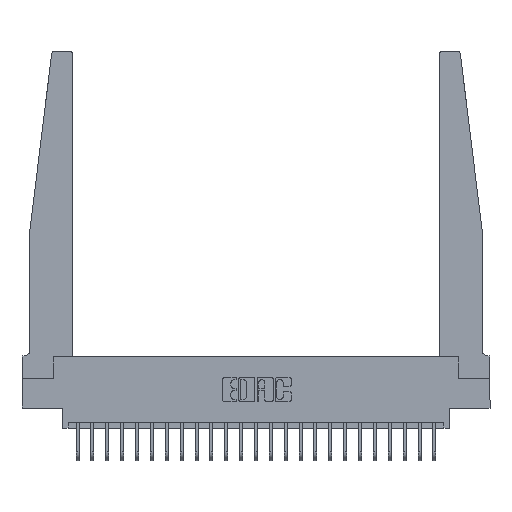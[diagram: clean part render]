
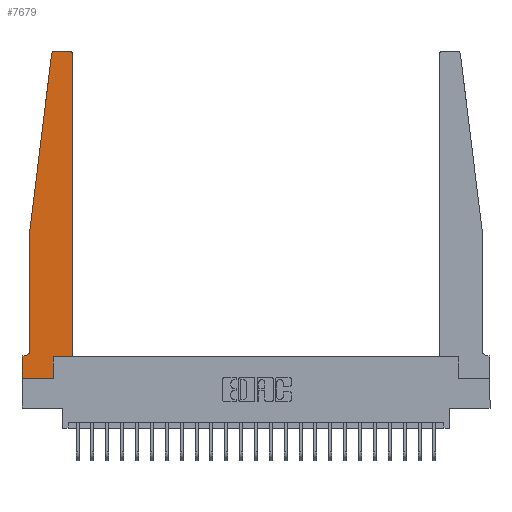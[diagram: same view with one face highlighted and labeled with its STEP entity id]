
A CAD part, top view. The second image highlights one B-rep face of the part: STEP entity #7679.
In plain terms, the highlighted planar face has unit normal (0, 0, 1).
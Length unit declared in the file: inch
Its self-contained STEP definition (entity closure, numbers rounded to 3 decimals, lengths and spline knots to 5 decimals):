
#37 = EDGE_LOOP ( 'NONE', ( #13064, #19255, #1750, #13304, #15144, #13004, #12455, #10160, #24358, #19574, #2501, #22553 ) ) ;
#108 = VERTEX_POINT ( 'NONE', #20634 ) ;
#118 = LINE ( 'NONE', #8786, #11723 ) ;
#478 = CARTESIAN_POINT ( 'NONE',  ( 0.425, 0.18, 0.37 ) ) ;
#541 = DIRECTION ( 'NONE',  ( 0., 0., 1. ) ) ;
#559 = LINE ( 'NONE', #5909, #14013 ) ;
#587 = EDGE_CURVE ( 'NONE', #7444, #19385, #13828, .T. ) ;
#1098 = DIRECTION ( 'NONE',  ( 1., 0., 0. ) ) ;
#1403 = VERTEX_POINT ( 'NONE', #21207 ) ;
#1575 = VECTOR ( 'NONE', #19710, 39.37008 ) ;
#1750 = ORIENTED_EDGE ( 'NONE', *, *, #24009, .T. ) ;
#2141 = VECTOR ( 'NONE', #23727, 39.37008 ) ;
#2318 = LINE ( 'NONE', #4472, #18822 ) ;
#2428 = EDGE_CURVE ( 'NONE', #1403, #2948, #9747, .T. ) ;
#2501 = ORIENTED_EDGE ( 'NONE', *, *, #3495, .T. ) ;
#2535 = VECTOR ( 'NONE', #23111, 39.37008 ) ;
#2948 = VERTEX_POINT ( 'NONE', #9939 ) ;
#3158 = EDGE_CURVE ( 'NONE', #5330, #14605, #3385, .T. ) ;
#3309 = DIRECTION ( 'NONE',  ( -1., 0., 0. ) ) ;
#3385 = LINE ( 'NONE', #17774, #1575 ) ;
#3482 = AXIS2_PLACEMENT_3D ( 'NONE', #20299, #22296, #8685 ) ;
#3495 = EDGE_CURVE ( 'NONE', #19385, #15635, #17461, .T. ) ;
#3871 = VECTOR ( 'NONE', #7074, 39.37008 ) ;
#4472 = CARTESIAN_POINT ( 'NONE',  ( 0.2605, 0.18, 0.37 ) ) ;
#4551 = DIRECTION ( 'NONE',  ( -0.122, -0.992, 0. ) ) ;
#4947 = CARTESIAN_POINT ( 'NONE',  ( 0.425, 2.72, 0.37 ) ) ;
#4965 = LINE ( 'NONE', #18171, #10167 ) ;
#5005 = FACE_OUTER_BOUND ( 'NONE', #37, .T. ) ;
#5330 = VERTEX_POINT ( 'NONE', #23981 ) ;
#5747 = CARTESIAN_POINT ( 'NONE',  ( 0.395, 2.75, 0.37 ) ) ;
#5822 = DIRECTION ( 'NONE',  ( 0., -1., 0. ) ) ;
#5909 = CARTESIAN_POINT ( 'NONE',  ( 0., 0., 0.37 ) ) ;
#6796 = PLANE ( 'NONE',  #18334 ) ;
#7074 = DIRECTION ( 'NONE',  ( -1., 0., 0. ) ) ;
#7444 = VERTEX_POINT ( 'NONE', #10250 ) ;
#7679 = ADVANCED_FACE ( 'NONE', ( #5005 ), #6796, .T. ) ;
#8685 = DIRECTION ( 'NONE',  ( -1., 0., 0. ) ) ;
#8786 = CARTESIAN_POINT ( 'NONE',  ( 0.25, 2.75, 0.37 ) ) ;
#9001 = CARTESIAN_POINT ( 'NONE',  ( 0.24675, 2.72367, 0.37 ) ) ;
#9336 = EDGE_CURVE ( 'NONE', #15635, #16048, #20644, .T. ) ;
#9344 = CARTESIAN_POINT ( 'NONE',  ( 0.065, 1.25, 0.37 ) ) ;
#9747 = CIRCLE ( 'NONE', #3482, 0.05 ) ;
#9939 = CARTESIAN_POINT ( 'NONE',  ( 0.015, 0.1875, 0.37 ) ) ;
#10160 = ORIENTED_EDGE ( 'NONE', *, *, #3158, .T. ) ;
#10167 = VECTOR ( 'NONE', #4551, 39.37008 ) ;
#10250 = CARTESIAN_POINT ( 'NONE',  ( 0.2605, 0.18, 0.37 ) ) ;
#10617 = EDGE_CURVE ( 'NONE', #2948, #17562, #14596, .T. ) ;
#11339 = VERTEX_POINT ( 'NONE', #23481 ) ;
#11432 = EDGE_CURVE ( 'NONE', #14605, #7444, #2318, .T. ) ;
#11723 = VECTOR ( 'NONE', #3309, 39.37008 ) ;
#11937 = CARTESIAN_POINT ( 'NONE',  ( 0.425, 0.18, 0.37 ) ) ;
#12455 = ORIENTED_EDGE ( 'NONE', *, *, #22654, .T. ) ;
#13004 = ORIENTED_EDGE ( 'NONE', *, *, #10617, .T. ) ;
#13064 = ORIENTED_EDGE ( 'NONE', *, *, #18478, .T. ) ;
#13304 = ORIENTED_EDGE ( 'NONE', *, *, #24432, .T. ) ;
#13828 = LINE ( 'NONE', #478, #14787 ) ;
#14013 = VECTOR ( 'NONE', #5822, 39.37008 ) ;
#14039 = CARTESIAN_POINT ( 'NONE',  ( 0.27653, 2.72, 0.37 ) ) ;
#14146 = DIRECTION ( 'NONE',  ( 1., 0., 0. ) ) ;
#14269 = DIRECTION ( 'NONE',  ( 1., 0., 0. ) ) ;
#14596 = LINE ( 'NONE', #24602, #3871 ) ;
#14605 = VERTEX_POINT ( 'NONE', #19971 ) ;
#14787 = VECTOR ( 'NONE', #14146, 39.37008 ) ;
#15144 = ORIENTED_EDGE ( 'NONE', *, *, #2428, .T. ) ;
#15300 = AXIS2_PLACEMENT_3D ( 'NONE', #19970, #23907, #14269 ) ;
#15319 = VERTEX_POINT ( 'NONE', #9001 ) ;
#15635 = VERTEX_POINT ( 'NONE', #4947 ) ;
#16048 = VERTEX_POINT ( 'NONE', #5747 ) ;
#16685 = CARTESIAN_POINT ( 'NONE',  ( 0., 0.1875, 0.37 ) ) ;
#17461 = LINE ( 'NONE', #11937, #2141 ) ;
#17562 = VERTEX_POINT ( 'NONE', #23151 ) ;
#17774 = CARTESIAN_POINT ( 'NONE',  ( 0., 0., 0.37 ) ) ;
#18171 = CARTESIAN_POINT ( 'NONE',  ( 0.065, 1.25, 0.37 ) ) ;
#18334 = AXIS2_PLACEMENT_3D ( 'NONE', #16685, #22549, #1098 ) ;
#18478 = EDGE_CURVE ( 'NONE', #16048, #108, #118, .T. ) ;
#18822 = VECTOR ( 'NONE', #24139, 39.37008 ) ;
#19255 = ORIENTED_EDGE ( 'NONE', *, *, #22830, .T. ) ;
#19289 = CARTESIAN_POINT ( 'NONE',  ( 0.425, 0.18, 0.37 ) ) ;
#19385 = VERTEX_POINT ( 'NONE', #19289 ) ;
#19574 = ORIENTED_EDGE ( 'NONE', *, *, #587, .T. ) ;
#19635 = LINE ( 'NONE', #9344, #2535 ) ;
#19710 = DIRECTION ( 'NONE',  ( 1., 0., 0. ) ) ;
#19970 = CARTESIAN_POINT ( 'NONE',  ( 0.395, 2.72, 0.37 ) ) ;
#19971 = CARTESIAN_POINT ( 'NONE',  ( 0.2605, 0., 0.37 ) ) ;
#20299 = CARTESIAN_POINT ( 'NONE',  ( 0.015, 0.2375, 0.37 ) ) ;
#20634 = CARTESIAN_POINT ( 'NONE',  ( 0.27653, 2.75, 0.37 ) ) ;
#20644 = CIRCLE ( 'NONE', #15300, 0.03 ) ;
#20696 = AXIS2_PLACEMENT_3D ( 'NONE', #14039, #541, #23774 ) ;
#21207 = CARTESIAN_POINT ( 'NONE',  ( 0.065, 0.2375, 0.37 ) ) ;
#21641 = CIRCLE ( 'NONE', #20696, 0.03 ) ;
#22296 = DIRECTION ( 'NONE',  ( 0., 0., -1. ) ) ;
#22549 = DIRECTION ( 'NONE',  ( 0., 0., 1. ) ) ;
#22553 = ORIENTED_EDGE ( 'NONE', *, *, #9336, .T. ) ;
#22654 = EDGE_CURVE ( 'NONE', #17562, #5330, #559, .T. ) ;
#22830 = EDGE_CURVE ( 'NONE', #108, #15319, #21641, .T. ) ;
#23111 = DIRECTION ( 'NONE',  ( 0., -1., 0. ) ) ;
#23151 = CARTESIAN_POINT ( 'NONE',  ( 0., 0.1875, 0.37 ) ) ;
#23481 = CARTESIAN_POINT ( 'NONE',  ( 0.065, 1.25, 0.37 ) ) ;
#23727 = DIRECTION ( 'NONE',  ( 0., 1., 0. ) ) ;
#23774 = DIRECTION ( 'NONE',  ( 1., 0., 0. ) ) ;
#23907 = DIRECTION ( 'NONE',  ( 0., 0., 1. ) ) ;
#23981 = CARTESIAN_POINT ( 'NONE',  ( 0., 0., 0.37 ) ) ;
#24009 = EDGE_CURVE ( 'NONE', #15319, #11339, #4965, .T. ) ;
#24139 = DIRECTION ( 'NONE',  ( 0., 1., 0. ) ) ;
#24358 = ORIENTED_EDGE ( 'NONE', *, *, #11432, .T. ) ;
#24432 = EDGE_CURVE ( 'NONE', #11339, #1403, #19635, .T. ) ;
#24602 = CARTESIAN_POINT ( 'NONE',  ( 0.065, 0.1875, 0.37 ) ) ;
